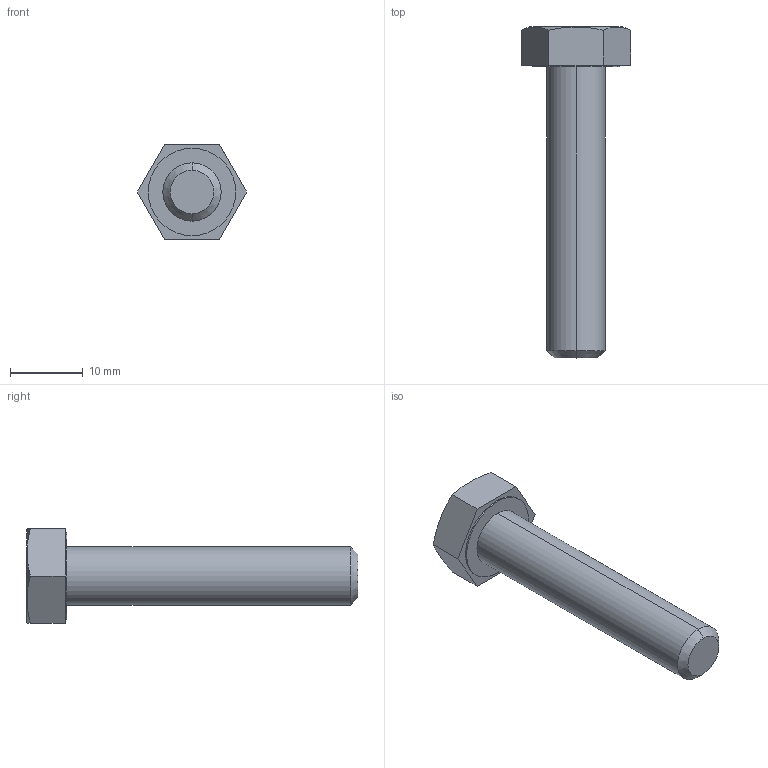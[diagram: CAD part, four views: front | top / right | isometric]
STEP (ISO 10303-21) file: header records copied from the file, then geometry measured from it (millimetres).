
FILE_DESCRIPTION (( 'STEP AP214' ), '1' );
FILE_NAME ('TH_M8x40.STEP', '2017-08-03T11:23:53', ( 'UTILISATEUR' ), ( 'Hewlett-Packard Company' ), 'SwSTEP 2.0', 'SolidWorks 2016', '' );
FILE_SCHEMA (( 'AUTOMOTIVE_DESIGN' ));
Length unit declared in the file: millimetre
Products named in the file (1): TH_M8x40
Bounding box: 15.01 x 45.6 x 13 mm (x, y, z)
Volume: 2796 mm3; surface area: 1526.4 mm2
Topology: 1 solids, 1 shells, 92 faces, 233 edges, 154 vertices
Faces by surface type: plane 58, bspline 26, cone 4, cylinder 4
Entity records: 4209 total; most frequent: CARTESIAN_POINT 2132, ORIENTED_EDGE 466, DIRECTION 321, EDGE_CURVE 233, VECTOR 163, LINE 163, VERTEX_POINT 154, EDGE_LOOP 103
